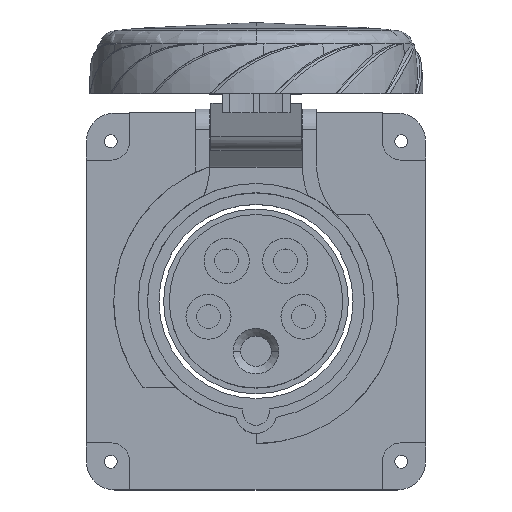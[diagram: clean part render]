
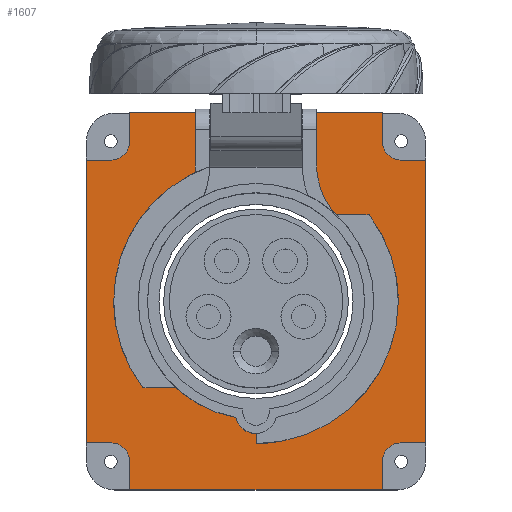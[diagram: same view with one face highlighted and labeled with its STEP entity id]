
A CAD part, top view. The second image highlights one B-rep face of the part: STEP entity #1607.
In plain terms, the highlighted planar face has unit normal (0, 0, 1).
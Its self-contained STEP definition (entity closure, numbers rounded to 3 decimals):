
#139=CARTESIAN_POINT('',(38.5,42.5,-38.));
#140=DIRECTION('',(0.,0.,1.));
#141=DIRECTION('',(-1.,0.,0.));
#142=AXIS2_PLACEMENT_3D('',#139,#140,#141);
#144=DIRECTION('',(1.,0.,0.));
#145=VECTOR('',#144,6.5);
#146=CARTESIAN_POINT('',(38.5,37.5,-38.));
#147=LINE('',#146,#145);
#148=DIRECTION('',(0.,-1.,0.));
#149=VECTOR('',#148,75.);
#150=CARTESIAN_POINT('',(45.,37.5,-38.));
#151=LINE('',#150,#149);
#152=CARTESIAN_POINT('',(38.5,-42.5,-38.));
#153=DIRECTION('',(0.,0.,1.));
#154=DIRECTION('',(0.,1.,0.));
#155=AXIS2_PLACEMENT_3D('',#152,#153,#154);
#157=DIRECTION('',(0.,-1.,0.));
#158=VECTOR('',#157,7.5);
#159=CARTESIAN_POINT('',(33.5,-42.5,-38.));
#160=LINE('',#159,#158);
#161=DIRECTION('',(-1.,0.,0.));
#162=VECTOR('',#161,67.);
#163=CARTESIAN_POINT('',(33.5,-50.,-38.));
#164=LINE('',#163,#162);
#165=CARTESIAN_POINT('',(-38.5,-42.5,-38.));
#166=DIRECTION('',(0.,0.,1.));
#167=DIRECTION('',(1.,0.,0.));
#168=AXIS2_PLACEMENT_3D('',#165,#166,#167);
#170=DIRECTION('',(-1.,0.,0.));
#171=VECTOR('',#170,6.5);
#172=CARTESIAN_POINT('',(-38.5,-37.5,-38.));
#173=LINE('',#172,#171);
#174=DIRECTION('',(0.,1.,0.));
#175=VECTOR('',#174,75.);
#176=CARTESIAN_POINT('',(-45.,-37.5,-38.));
#177=LINE('',#176,#175);
#178=CARTESIAN_POINT('',(-38.5,42.5,-38.));
#179=DIRECTION('',(0.,0.,1.));
#180=DIRECTION('',(0.,-1.,0.));
#181=AXIS2_PLACEMENT_3D('',#178,#179,#180);
#183=DIRECTION('',(0.,1.,0.));
#184=VECTOR('',#183,7.5);
#185=CARTESIAN_POINT('',(-33.5,42.5,-38.));
#186=LINE('',#185,#184);
#187=CARTESIAN_POINT('',(0.,-29.55,-38.));
#188=DIRECTION('',(0.,0.,1.));
#189=DIRECTION('',(-0.974,-0.225,0.));
#190=AXIS2_PLACEMENT_3D('',#187,#188,#189);
#192=CARTESIAN_POINT('',(0.,0.,-38.));
#193=DIRECTION('',(0.,0.,1.));
#194=DIRECTION('',(0.171,-0.985,0.));
#195=AXIS2_PLACEMENT_3D('',#192,#193,#194);
#197=CARTESIAN_POINT('',(0.,0.,-38.));
#198=DIRECTION('',(0.,0.,1.));
#199=DIRECTION('',(1.,0.,0.));
#200=AXIS2_PLACEMENT_3D('',#197,#198,#199);
#202=CARTESIAN_POINT('',(36.,36.477,-38.));
#203=DIRECTION('',(0.,0.,-1.));
#204=DIRECTION('',(-0.702,-0.712,0.));
#205=AXIS2_PLACEMENT_3D('',#202,#203,#204);
#207=DIRECTION('',(0.,1.,0.));
#208=VECTOR('',#207,1.721);
#209=CARTESIAN_POINT('',(16.,36.477,-38.));
#210=LINE('',#209,#208);
#211=CARTESIAN_POINT('',(-36.,36.477,-38.));
#212=DIRECTION('',(0.,0.,-1.));
#213=DIRECTION('',(1.,0.,0.));
#214=AXIS2_PLACEMENT_3D('',#211,#212,#213);
#216=CARTESIAN_POINT('',(0.,0.,-38.));
#217=DIRECTION('',(0.,0.,1.));
#218=DIRECTION('',(-0.702,0.712,0.));
#219=AXIS2_PLACEMENT_3D('',#216,#217,#218);
#221=CARTESIAN_POINT('',(0.,0.,-38.));
#222=DIRECTION('',(0.,0.,1.));
#223=DIRECTION('',(-1.,0.,0.));
#224=AXIS2_PLACEMENT_3D('',#221,#222,#223);
#226=DIRECTION('',(-1.,0.,0.));
#227=VECTOR('',#226,67.);
#228=CARTESIAN_POINT('',(33.5,50.,-38.));
#229=LINE('',#228,#227);
#246=DIRECTION('',(-1.,0.,0.));
#247=VECTOR('',#246,6.5);
#248=CARTESIAN_POINT('',(-38.5,37.5,-38.));
#249=LINE('',#248,#247);
#362=DIRECTION('',(0.,1.,0.));
#363=VECTOR('',#362,7.5);
#364=CARTESIAN_POINT('',(33.5,42.5,-38.));
#365=LINE('',#364,#363);
#426=DIRECTION('',(1.,0.,0.));
#427=VECTOR('',#426,6.5);
#428=CARTESIAN_POINT('',(38.5,-37.5,-38.));
#429=LINE('',#428,#427);
#430=DIRECTION('',(0.,-1.,0.));
#431=VECTOR('',#430,7.5);
#432=CARTESIAN_POINT('',(-33.5,-42.5,-38.));
#433=LINE('',#432,#431);
#780=DIRECTION('',(0.,1.,0.));
#781=VECTOR('',#780,1.721);
#782=CARTESIAN_POINT('',(-16.,36.477,-38.));
#783=LINE('',#782,#781);
#802=DIRECTION('',(1.,0.,0.));
#803=VECTOR('',#802,32.);
#804=CARTESIAN_POINT('',(-16.,38.198,-38.));
#805=LINE('',#804,#803);
#1115=CARTESIAN_POINT('',(-45.,37.5,-38.));
#1116=VERTEX_POINT('',#1115);
#1117=CARTESIAN_POINT('',(-45.,-37.5,-38.));
#1118=VERTEX_POINT('',#1117);
#1167=CARTESIAN_POINT('',(-38.5,-37.5,-38.));
#1168=VERTEX_POINT('',#1167);
#1169=CARTESIAN_POINT('',(33.5,50.,-38.));
#1170=CARTESIAN_POINT('',(-33.5,50.,-38.));
#1171=VERTEX_POINT('',#1169);
#1172=VERTEX_POINT('',#1170);
#1173=CARTESIAN_POINT('',(33.5,42.5,-38.));
#1174=VERTEX_POINT('',#1173);
#1175=CARTESIAN_POINT('',(38.5,37.5,-38.));
#1176=VERTEX_POINT('',#1175);
#1177=CARTESIAN_POINT('',(45.,37.5,-38.));
#1178=VERTEX_POINT('',#1177);
#1179=CARTESIAN_POINT('',(45.,-37.5,-38.));
#1180=VERTEX_POINT('',#1179);
#1181=CARTESIAN_POINT('',(38.5,-37.5,-38.));
#1182=VERTEX_POINT('',#1181);
#1183=CARTESIAN_POINT('',(33.5,-42.5,-38.));
#1184=VERTEX_POINT('',#1183);
#1185=CARTESIAN_POINT('',(33.5,-50.,-38.));
#1186=VERTEX_POINT('',#1185);
#1187=CARTESIAN_POINT('',(-33.5,-50.,-38.));
#1188=VERTEX_POINT('',#1187);
#1189=CARTESIAN_POINT('',(-33.5,-42.5,-38.));
#1190=VERTEX_POINT('',#1189);
#1191=CARTESIAN_POINT('',(-38.5,37.5,-38.));
#1192=VERTEX_POINT('',#1191);
#1193=CARTESIAN_POINT('',(-33.5,42.5,-38.));
#1194=VERTEX_POINT('',#1193);
#1195=CARTESIAN_POINT('',(-5.359,-30.787,-38.));
#1196=CARTESIAN_POINT('',(5.359,-30.787,-38.));
#1197=VERTEX_POINT('',#1195);
#1198=VERTEX_POINT('',#1196);
#1199=CARTESIAN_POINT('',(31.25,0.,-38.));
#1200=VERTEX_POINT('',#1199);
#1201=CARTESIAN_POINT('',(21.951,22.242,-38.));
#1202=VERTEX_POINT('',#1201);
#1203=CARTESIAN_POINT('',(16.,36.477,-38.));
#1204=VERTEX_POINT('',#1203);
#1205=CARTESIAN_POINT('',(16.,38.198,-38.));
#1206=VERTEX_POINT('',#1205);
#1207=CARTESIAN_POINT('',(-16.,38.198,-38.));
#1208=VERTEX_POINT('',#1207);
#1209=CARTESIAN_POINT('',(-16.,36.477,-38.));
#1210=VERTEX_POINT('',#1209);
#1211=CARTESIAN_POINT('',(-21.951,22.242,-38.));
#1212=VERTEX_POINT('',#1211);
#1213=CARTESIAN_POINT('',(-31.25,0.,-38.));
#1214=VERTEX_POINT('',#1213);
#1548=CARTESIAN_POINT('',(0.,0.,-38.));
#1549=DIRECTION('',(0.,0.,1.));
#1550=DIRECTION('',(1.,0.,0.));
#1551=AXIS2_PLACEMENT_3D('',#1548,#1549,#1550);
#1552=PLANE('',#1551);
#1554=ORIENTED_EDGE('',*,*,#1553,.F.);
#1556=ORIENTED_EDGE('',*,*,#1555,.F.);
#1558=ORIENTED_EDGE('',*,*,#1557,.T.);
#1560=ORIENTED_EDGE('',*,*,#1559,.T.);
#1562=ORIENTED_EDGE('',*,*,#1561,.T.);
#1564=ORIENTED_EDGE('',*,*,#1563,.F.);
#1566=ORIENTED_EDGE('',*,*,#1565,.T.);
#1568=ORIENTED_EDGE('',*,*,#1567,.T.);
#1570=ORIENTED_EDGE('',*,*,#1569,.T.);
#1572=ORIENTED_EDGE('',*,*,#1571,.F.);
#1574=ORIENTED_EDGE('',*,*,#1573,.T.);
#1575=ORIENTED_EDGE('',*,*,#1539,.T.);
#1576=ORIENTED_EDGE('',*,*,#1432,.T.);
#1578=ORIENTED_EDGE('',*,*,#1577,.F.);
#1580=ORIENTED_EDGE('',*,*,#1579,.T.);
#1582=ORIENTED_EDGE('',*,*,#1581,.T.);
#1583=EDGE_LOOP('',(#1554,#1556,#1558,#1560,#1562,#1564,#1566,#1568,#1570,#1572,
#1574,#1575,#1576,#1578,#1580,#1582));
#1584=FACE_OUTER_BOUND('',#1583,.F.);
#1586=ORIENTED_EDGE('',*,*,#1585,.T.);
#1588=ORIENTED_EDGE('',*,*,#1587,.T.);
#1590=ORIENTED_EDGE('',*,*,#1589,.T.);
#1592=ORIENTED_EDGE('',*,*,#1591,.T.);
#1594=ORIENTED_EDGE('',*,*,#1593,.T.);
#1596=ORIENTED_EDGE('',*,*,#1595,.F.);
#1598=ORIENTED_EDGE('',*,*,#1597,.F.);
#1600=ORIENTED_EDGE('',*,*,#1599,.T.);
#1602=ORIENTED_EDGE('',*,*,#1601,.T.);
#1604=ORIENTED_EDGE('',*,*,#1603,.T.);
#1605=EDGE_LOOP('',(#1586,#1588,#1590,#1592,#1594,#1596,#1598,#1600,#1602,
#1604));
#1606=FACE_BOUND('',#1605,.F.);
#1607=ADVANCED_FACE('',(#1584,#1606),#1552,.T.);
#143=CIRCLE('',#142,5.);
#156=CIRCLE('',#155,5.);
#169=CIRCLE('',#168,5.);
#182=CIRCLE('',#181,5.);
#191=CIRCLE('',#190,5.5);
#196=CIRCLE('',#195,31.25);
#201=CIRCLE('',#200,31.25);
#206=CIRCLE('',#205,20.);
#215=CIRCLE('',#214,20.);
#220=CIRCLE('',#219,31.25);
#225=CIRCLE('',#224,31.25);
#1432=EDGE_CURVE('',#1118,#1116,#177,.T.);
#1539=EDGE_CURVE('',#1168,#1118,#173,.T.);
#1553=EDGE_CURVE('',#1171,#1172,#229,.T.);
#1555=EDGE_CURVE('',#1174,#1171,#365,.T.);
#1557=EDGE_CURVE('',#1174,#1176,#143,.T.);
#1559=EDGE_CURVE('',#1176,#1178,#147,.T.);
#1561=EDGE_CURVE('',#1178,#1180,#151,.T.);
#1563=EDGE_CURVE('',#1182,#1180,#429,.T.);
#1565=EDGE_CURVE('',#1182,#1184,#156,.T.);
#1567=EDGE_CURVE('',#1184,#1186,#160,.T.);
#1569=EDGE_CURVE('',#1186,#1188,#164,.T.);
#1571=EDGE_CURVE('',#1190,#1188,#433,.T.);
#1573=EDGE_CURVE('',#1190,#1168,#169,.T.);
#1577=EDGE_CURVE('',#1192,#1116,#249,.T.);
#1579=EDGE_CURVE('',#1192,#1194,#182,.T.);
#1581=EDGE_CURVE('',#1194,#1172,#186,.T.);
#1585=EDGE_CURVE('',#1197,#1198,#191,.T.);
#1587=EDGE_CURVE('',#1198,#1200,#196,.T.);
#1589=EDGE_CURVE('',#1200,#1202,#201,.T.);
#1591=EDGE_CURVE('',#1202,#1204,#206,.T.);
#1593=EDGE_CURVE('',#1204,#1206,#210,.T.);
#1595=EDGE_CURVE('',#1208,#1206,#805,.T.);
#1597=EDGE_CURVE('',#1210,#1208,#783,.T.);
#1599=EDGE_CURVE('',#1210,#1212,#215,.T.);
#1601=EDGE_CURVE('',#1212,#1214,#220,.T.);
#1603=EDGE_CURVE('',#1214,#1197,#225,.T.);
